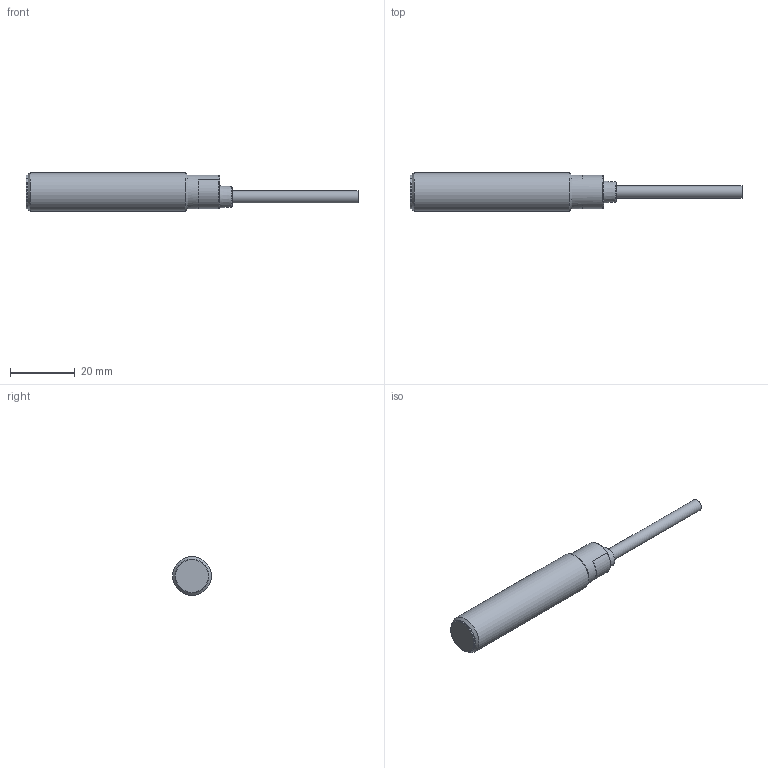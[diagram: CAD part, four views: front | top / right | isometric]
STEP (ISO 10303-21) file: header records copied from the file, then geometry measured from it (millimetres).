
FILE_DESCRIPTION( ( 'Unknown' ), '1' );
FILE_NAME( 'AM1_1A_fig.stp', 'Unknown', ( 'Unknown' ), ( 'Unknown' ), 'PSStep 16.0.42', 'Unknown', ' ' );
FILE_SCHEMA( ( 'AUTOMOTIVE_DESIGN { 1 0 10303 214 1 1 1 1 }' ) );
Length unit declared in the file: millimetre
Products named in the file (5): Assem1
Assembly tree (4 placements, depth 2):
  Assem1
    (unnamed)
    (unnamed)
    (unnamed)
    (unnamed)
Bounding box: 102.6 x 12 x 12 mm (x, y, z)
Surface area: 3031.3 mm2 (no closed solid volume)
Topology: 0 solids, 20 shells, 20 faces, 64 edges, 54 vertices
Faces by surface type: plane 9, cylinder 5, cone 5, torus 1
Full cylindrical faces by diameter (mm): 3.75 x1, 10.5 x2, 12 x1
Entity records: 725 total; most frequent: DIRECTION 132, CARTESIAN_POINT 131, AXIS2_PLACEMENT_3D 59, ORIENTED_EDGE 50, EDGE_CURVE 50, VERTEX_POINT 50, CIRCLE 34, FACE_BOUND 32
